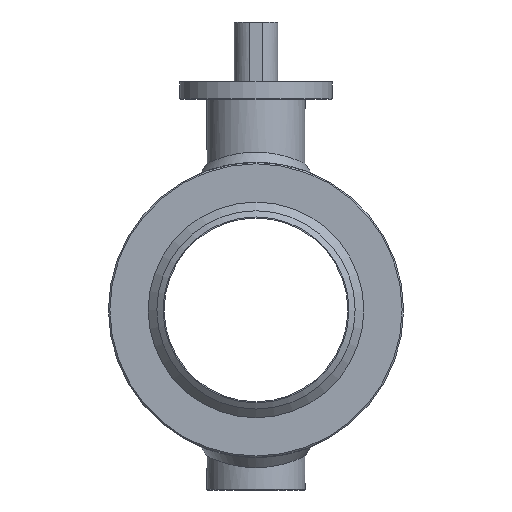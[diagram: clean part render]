
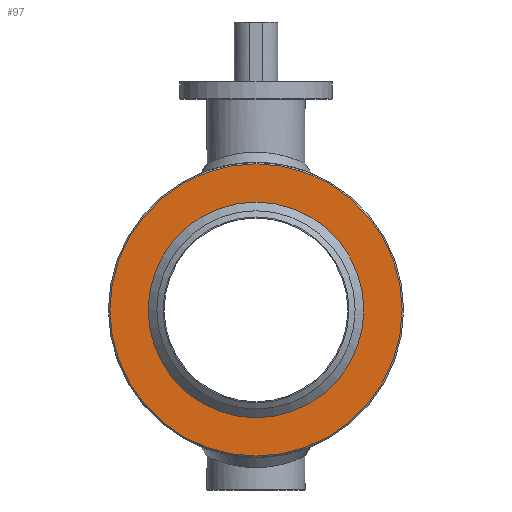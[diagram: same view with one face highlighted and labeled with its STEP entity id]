
A CAD part, left-side view. The second image highlights one B-rep face of the part: STEP entity #97.
In plain terms, the highlighted planar face has unit normal (-1, 0, 0).
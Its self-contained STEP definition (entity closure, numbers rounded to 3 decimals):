
#97 = ADVANCED_FACE( '', ( #226, #227 ), #228, .F. );
#226 = FACE_BOUND( '', #403, .T. );
#227 = FACE_OUTER_BOUND( '', #404, .T. );
#228 = PLANE( '', #405 );
#403 = EDGE_LOOP( '', ( #912 ) );
#404 = EDGE_LOOP( '', ( #913 ) );
#405 = AXIS2_PLACEMENT_3D( '', #914, #915, #916 );
#912 = ORIENTED_EDGE( '', *, *, #1094, .T. );
#913 = ORIENTED_EDGE( '', *, *, #1155, .T. );
#914 = CARTESIAN_POINT( '', ( -194.5, 0., 203.2 ) );
#915 = DIRECTION( '', ( 1., 0., 0. ) );
#916 = DIRECTION( '', ( 0., 0., -1. ) );
#1094 = EDGE_CURVE( '', #1203, #1203, #1204, .T. );
#1155 = EDGE_CURVE( '', #1303, #1303, #1304, .F. );
#1203 = VERTEX_POINT( '', #1368 );
#1204 = CIRCLE( '', #1369, 148.5 );
#1303 = VERTEX_POINT( '', #1705 );
#1304 = CIRCLE( '', #1706, 201.2 );
#1368 = CARTESIAN_POINT( '', ( -194.5, 0., -148.5 ) );
#1369 = AXIS2_PLACEMENT_3D( '', #1846, #1847, #1848 );
#1705 = CARTESIAN_POINT( '', ( -194.5, 0., -201.2 ) );
#1706 = AXIS2_PLACEMENT_3D( '', #1929, #1930, #1931 );
#1846 = CARTESIAN_POINT( '', ( -194.5, 0., 0. ) );
#1847 = DIRECTION( '', ( 1., 0., 0. ) );
#1848 = DIRECTION( '', ( 0., 0., -1. ) );
#1929 = CARTESIAN_POINT( '', ( -194.5, 0., 0. ) );
#1930 = DIRECTION( '', ( 1., 0., 0. ) );
#1931 = DIRECTION( '', ( 0., 0., -1. ) );
